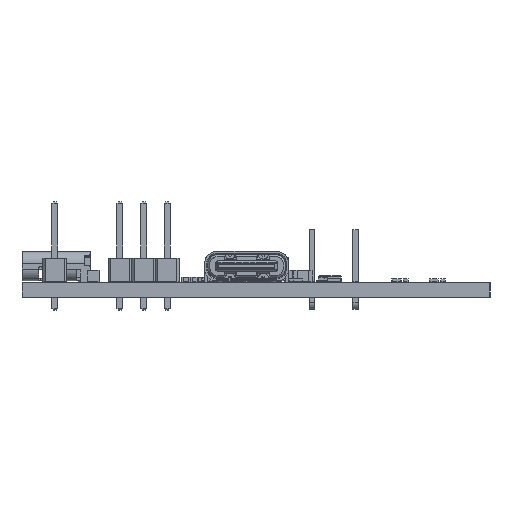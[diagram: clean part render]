
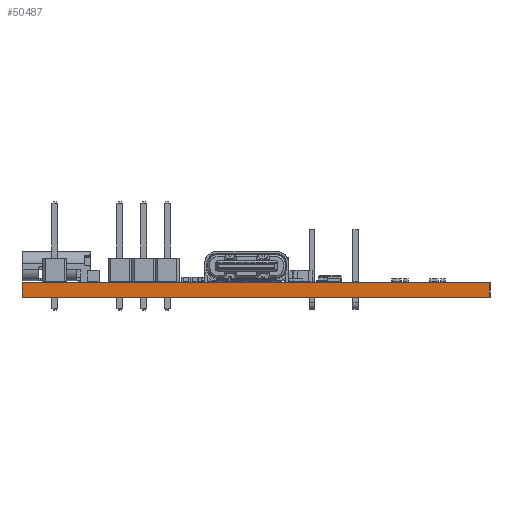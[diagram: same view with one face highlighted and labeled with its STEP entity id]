
A CAD part, left-side view. The second image highlights one B-rep face of the part: STEP entity #50487.
In plain terms, the highlighted planar face has unit normal (-1, 0, 0).
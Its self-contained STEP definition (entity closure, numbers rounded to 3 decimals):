
#50431 = VERTEX_POINT('',#50432);
#50432 = CARTESIAN_POINT('',(149.475,-99.,1.6));
#50438 = EDGE_CURVE('',#50439,#50431,#50441,.T.);
#50439 = VERTEX_POINT('',#50440);
#50440 = CARTESIAN_POINT('',(149.475,-99.,0.));
#50441 = LINE('',#50442,#50443);
#50442 = CARTESIAN_POINT('',(149.475,-99.,0.));
#50443 = VECTOR('',#50444,1.);
#50444 = DIRECTION('',(0.,0.,1.));
#50487 = ADVANCED_FACE('',(#50488),#50513,.T.);
#50488 = FACE_BOUND('',#50489,.T.);
#50489 = EDGE_LOOP('',(#50490,#50491,#50499,#50507));
#50490 = ORIENTED_EDGE('',*,*,#50438,.T.);
#50491 = ORIENTED_EDGE('',*,*,#50492,.T.);
#50492 = EDGE_CURVE('',#50431,#50493,#50495,.T.);
#50493 = VERTEX_POINT('',#50494);
#50494 = CARTESIAN_POINT('',(149.475,-49.,1.6));
#50495 = LINE('',#50496,#50497);
#50496 = CARTESIAN_POINT('',(149.475,-99.,1.6));
#50497 = VECTOR('',#50498,1.);
#50498 = DIRECTION('',(0.,1.,0.));
#50499 = ORIENTED_EDGE('',*,*,#50500,.F.);
#50500 = EDGE_CURVE('',#50501,#50493,#50503,.T.);
#50501 = VERTEX_POINT('',#50502);
#50502 = CARTESIAN_POINT('',(149.475,-49.,0.));
#50503 = LINE('',#50504,#50505);
#50504 = CARTESIAN_POINT('',(149.475,-49.,0.));
#50505 = VECTOR('',#50506,1.);
#50506 = DIRECTION('',(0.,0.,1.));
#50507 = ORIENTED_EDGE('',*,*,#50508,.F.);
#50508 = EDGE_CURVE('',#50439,#50501,#50509,.T.);
#50509 = LINE('',#50510,#50511);
#50510 = CARTESIAN_POINT('',(149.475,-99.,0.));
#50511 = VECTOR('',#50512,1.);
#50512 = DIRECTION('',(0.,1.,0.));
#50513 = PLANE('',#50514);
#50514 = AXIS2_PLACEMENT_3D('',#50515,#50516,#50517);
#50515 = CARTESIAN_POINT('',(149.475,-99.,0.));
#50516 = DIRECTION('',(-1.,0.,0.));
#50517 = DIRECTION('',(0.,1.,0.));
